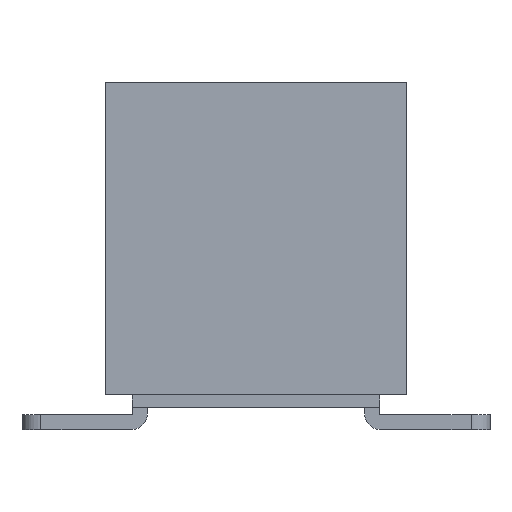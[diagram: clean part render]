
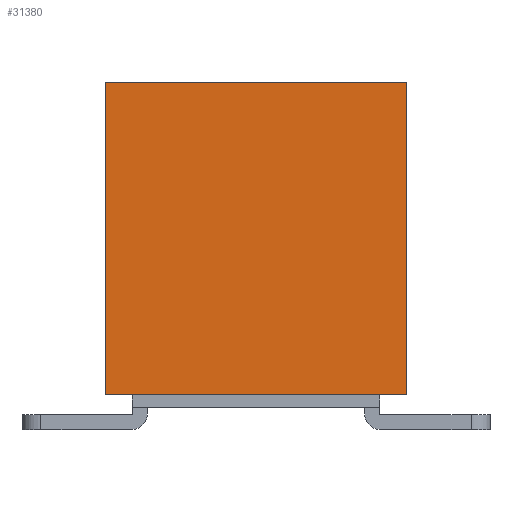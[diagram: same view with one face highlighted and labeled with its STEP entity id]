
A CAD part, front view. The second image highlights one B-rep face of the part: STEP entity #31380.
In plain terms, the highlighted face is planar.
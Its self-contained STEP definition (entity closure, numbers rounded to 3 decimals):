
#4076=LINE('',#53428,#7500);
#4080=LINE('',#53437,#7504);
#4086=LINE('',#53449,#7510);
#4087=LINE('',#53450,#7511);
#7500=VECTOR('',#42654,1000.);
#7504=VECTOR('',#42660,1000.);
#7510=VECTOR('',#42670,1000.);
#7511=VECTOR('',#42671,1000.);
#16249=ORIENTED_EDGE('',*,*,#21192,.F.);
#16250=ORIENTED_EDGE('',*,*,#21202,.F.);
#16251=ORIENTED_EDGE('',*,*,#21196,.T.);
#16252=ORIENTED_EDGE('',*,*,#21203,.T.);
#21192=EDGE_CURVE('',#24192,#24193,#4076,.T.);
#21196=EDGE_CURVE('',#24196,#24197,#4080,.T.);
#21202=EDGE_CURVE('',#24196,#24192,#4086,.T.);
#21203=EDGE_CURVE('',#24197,#24193,#4087,.T.);
#24192=VERTEX_POINT('',#53429);
#24193=VERTEX_POINT('',#53430);
#24196=VERTEX_POINT('',#53438);
#24197=VERTEX_POINT('',#53439);
#26785=EDGE_LOOP('',(#16249,#16250,#16251,#16252));
#28517=FACE_BOUND('',#26785,.T.);
#29689=PLANE('',#34187);
#31380=ADVANCED_FACE('',(#28517),#29689,.T.);
#34187=AXIS2_PLACEMENT_3D('',#53448,#42668,#42669);
#42654=DIRECTION('',(0.,0.,1.));
#42660=DIRECTION('',(0.,0.,1.));
#42668=DIRECTION('',(-1.,0.,0.));
#42669=DIRECTION('',(0.,0.,1.));
#42670=DIRECTION('',(0.,1.,0.));
#42671=DIRECTION('',(0.,1.,0.));
#53428=CARTESIAN_POINT('',(-10.25,2.,-2.07));
#53429=CARTESIAN_POINT('',(-10.25,2.,-2.07));
#53430=CARTESIAN_POINT('',(-10.25,2.,2.07));
#53437=CARTESIAN_POINT('',(-10.25,-2.,-2.07));
#53438=CARTESIAN_POINT('',(-10.25,-2.,-2.07));
#53439=CARTESIAN_POINT('',(-10.25,-2.,2.07));
#53448=CARTESIAN_POINT('',(-10.25,-2.,-2.07));
#53449=CARTESIAN_POINT('',(-10.25,-2.,-2.07));
#53450=CARTESIAN_POINT('',(-10.25,-2.,2.07));
